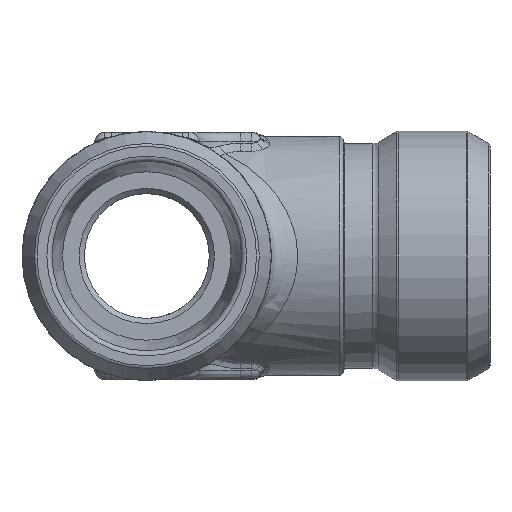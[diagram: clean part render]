
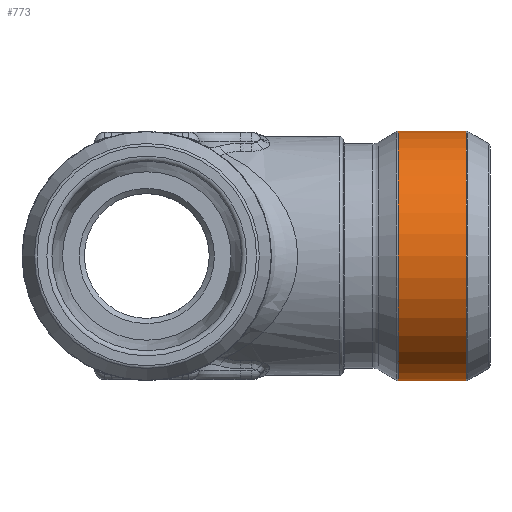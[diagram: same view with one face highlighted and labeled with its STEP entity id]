
A CAD part, left-side view. The second image highlights one B-rep face of the part: STEP entity #773.
In plain terms, the highlighted cylindrical face has radius 12 mm (diameter 24 mm), a full revolution.
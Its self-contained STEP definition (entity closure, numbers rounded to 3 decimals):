
#428=CYLINDRICAL_SURFACE('',#4780,12.);
#773=ADVANCED_FACE('',(#1145,#1146),#428,.T.);
#1068=CIRCLE('',#4778,12.);
#1069=CIRCLE('',#4779,12.);
#1145=FACE_BOUND('',#1489,.T.);
#1146=FACE_BOUND('',#1490,.T.);
#1489=EDGE_LOOP('',(#3016));
#1490=EDGE_LOOP('',(#3017));
#3016=ORIENTED_EDGE('',*,*,#4088,.T.);
#3017=ORIENTED_EDGE('',*,*,#4089,.T.);
#3461=VERTEX_POINT('',#9356);
#3462=VERTEX_POINT('',#9358);
#4088=EDGE_CURVE('',#3461,#3461,#1068,.T.);
#4089=EDGE_CURVE('',#3462,#3462,#1069,.T.);
#4778=AXIS2_PLACEMENT_3D('',#9355,#5689,#5690);
#4779=AXIS2_PLACEMENT_3D('',#9357,#5691,#5692);
#4780=AXIS2_PLACEMENT_3D('',#9359,#5693,#5694);
#5689=DIRECTION('',(0.,1.,0.));
#5690=DIRECTION('',(0.,0.,1.));
#5691=DIRECTION('',(0.,-1.,0.));
#5692=DIRECTION('',(0.,0.,1.));
#5693=DIRECTION('',(0.,-1.,0.));
#5694=DIRECTION('',(0.,0.,-1.));
#9355=CARTESIAN_POINT('',(0.,-30.72,0.));
#9356=CARTESIAN_POINT('',(0.,-30.72,12.));
#9357=CARTESIAN_POINT('',(0.,-24.159,0.));
#9358=CARTESIAN_POINT('',(0.,-24.159,12.));
#9359=CARTESIAN_POINT('',(0.,0.,0.));
